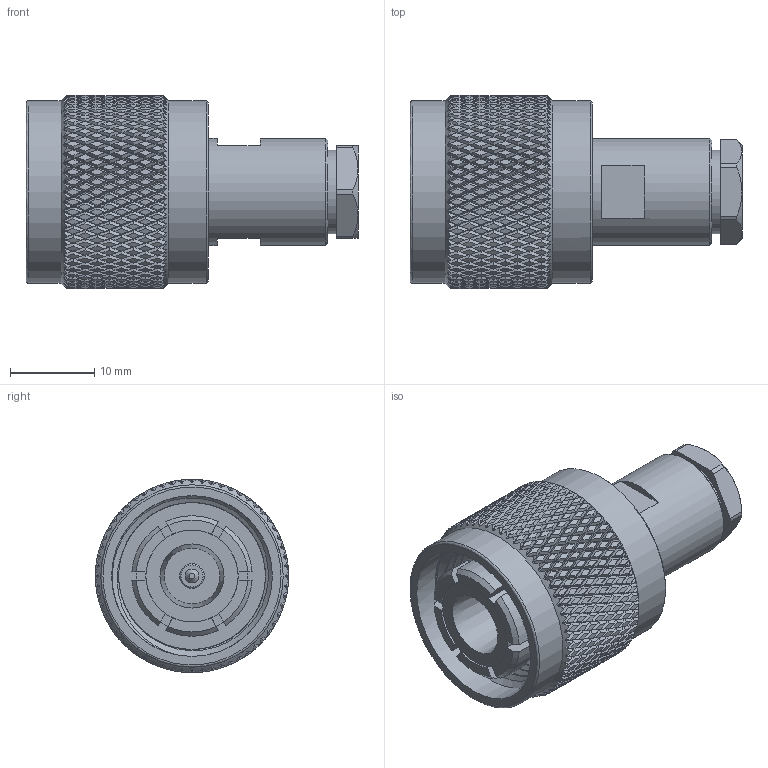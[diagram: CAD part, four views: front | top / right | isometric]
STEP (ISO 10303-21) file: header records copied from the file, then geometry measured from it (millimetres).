
FILE_DESCRIPTION (( 'STEP AP214' ), '1' );
FILE_NAME ('PE4479_3D.STEP', '2022-04-05T15:02:38', ( '' ), ( '' ), 'SwSTEP 2.0', 'SolidWorks 2021', '' );
FILE_SCHEMA (( 'AUTOMOTIVE_DESIGN' ));
Length unit declared in the file: inch
Products named in the file (1): PE4479_3D
Bounding box: 39.31 x 22.86 x 22.86 mm (x, y, z)
Volume: 8078.9 mm3; surface area: 7029.6 mm2
Topology: 2 solids, 2 shells, 2872 faces, 6163 edges, 3305 vertices
Faces by surface type: bspline 2164, cylinder 631, plane 56, cone 21
Full cylindrical faces by diameter (mm): 1.651 x1, 2.886 x2, 6.35 x1, 9.868 x1, 10.922 x2, 12.671 x1, 13.259 x1, 19.05 x8, 21.59 x2
Entity records: 103841 total; most frequent: CARTESIAN_POINT 66414, ORIENTED_EDGE 12218, EDGE_CURVE 6109, VERTEX_POINT 3280, EDGE_LOOP 2899, FACE_OUTER_BOUND 2878, ADVANCED_FACE 2865, B_SPLINE_CURVE_WITH_KNOTS 2606
